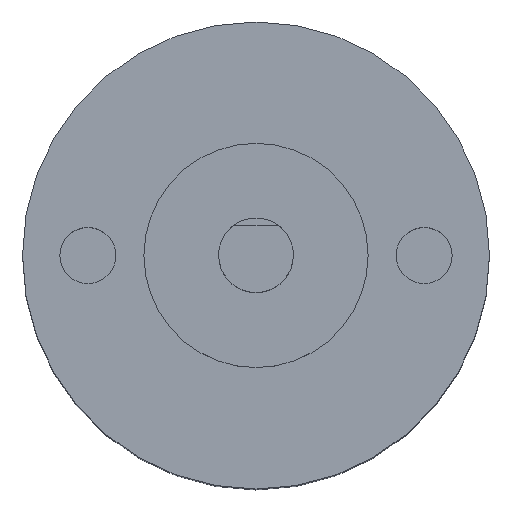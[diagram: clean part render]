
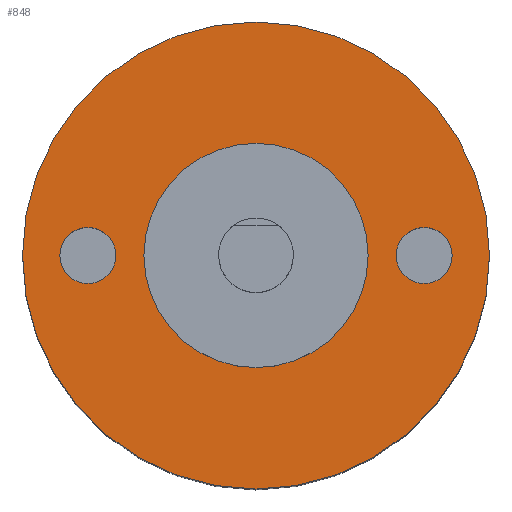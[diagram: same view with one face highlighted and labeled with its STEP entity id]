
A CAD part, top view. The second image highlights one B-rep face of the part: STEP entity #848.
In plain terms, the highlighted planar face has unit normal (0, 0, 1).
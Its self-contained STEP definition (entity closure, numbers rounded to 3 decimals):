
#2 = VERTEX_POINT ( 'NONE', #88 ) ;
#7 = ORIENTED_EDGE ( 'NONE', *, *, #944, .F. ) ;
#11 = EDGE_LOOP ( 'NONE', ( #7, #886 ) ) ;
#49 = VERTEX_POINT ( 'NONE', #345 ) ;
#53 = VERTEX_POINT ( 'NONE', #370 ) ;
#59 = EDGE_CURVE ( 'NONE', #1000, #974, #418, .T. ) ;
#84 = ORIENTED_EDGE ( 'NONE', *, *, #949, .T. ) ;
#85 = VERTEX_POINT ( 'NONE', #645 ) ;
#88 = CARTESIAN_POINT ( 'NONE',  ( -1.5, 0., 0. ) ) ;
#146 = CIRCLE ( 'NONE', #147, 1.5 ) ;
#147 = AXIS2_PLACEMENT_3D ( 'NONE', #148, #149, #150 ) ;
#148 = CARTESIAN_POINT ( 'NONE',  ( -18., 0., 0. ) ) ;
#149 = DIRECTION ( 'NONE',  ( 0., 0., 1. ) ) ;
#150 = DIRECTION ( 'NONE',  ( 1., 0., 0. ) ) ;
#191 = CIRCLE ( 'NONE', #192, 12.5 ) ;
#192 = AXIS2_PLACEMENT_3D ( 'NONE', #193, #194, #195 ) ;
#193 = CARTESIAN_POINT ( 'NONE',  ( -9., 0., 0. ) ) ;
#194 = DIRECTION ( 'NONE',  ( 0., 0., 1. ) ) ;
#195 = DIRECTION ( 'NONE',  ( 1., 0., 0. ) ) ;
#278 = CIRCLE ( 'NONE', #280, 1.5 ) ;
#280 = AXIS2_PLACEMENT_3D ( 'NONE', #281, #282, #283 ) ;
#281 = CARTESIAN_POINT ( 'NONE',  ( 0., 0., 0. ) ) ;
#282 = DIRECTION ( 'NONE',  ( 0., 0., 1. ) ) ;
#283 = DIRECTION ( 'NONE',  ( 1., 0., 0. ) ) ;
#301 = CARTESIAN_POINT ( 'NONE',  ( -3., 0., 0. ) ) ;
#329 = CIRCLE ( 'NONE', #330, 1.5 ) ;
#330 = AXIS2_PLACEMENT_3D ( 'NONE', #331, #332, #333 ) ;
#331 = CARTESIAN_POINT ( 'NONE',  ( 0., 0., 0. ) ) ;
#332 = DIRECTION ( 'NONE',  ( 0., 0., 1. ) ) ;
#333 = DIRECTION ( 'NONE',  ( 1., 0., 0. ) ) ;
#334 = CIRCLE ( 'NONE', #335, 1.5 ) ;
#335 = AXIS2_PLACEMENT_3D ( 'NONE', #336, #337, #338 ) ;
#336 = CARTESIAN_POINT ( 'NONE',  ( -18., 0., 0. ) ) ;
#337 = DIRECTION ( 'NONE',  ( 0., 0., 1. ) ) ;
#338 = DIRECTION ( 'NONE',  ( 1., 0., 0. ) ) ;
#345 = CARTESIAN_POINT ( 'NONE',  ( -19.5, 0., 0. ) ) ;
#370 = CARTESIAN_POINT ( 'NONE',  ( -16.5, 0., 0. ) ) ;
#390 = FACE_BOUND ( 'NONE', #11, .T. ) ;
#391 = FACE_BOUND ( 'NONE', #1010, .T. ) ;
#392 = FACE_BOUND ( 'NONE', #769, .T. ) ;
#393 = FACE_OUTER_BOUND ( 'NONE', #951, .T. ) ;
#394 = PLANE ( 'NONE',  #395 ) ;
#395 = AXIS2_PLACEMENT_3D ( 'NONE', #396, #398, #399 ) ;
#396 = CARTESIAN_POINT ( 'NONE',  ( -9., 0., 0. ) ) ;
#398 = DIRECTION ( 'NONE',  ( 0., 0., 1. ) ) ;
#399 = DIRECTION ( 'NONE',  ( 1., 0., 0. ) ) ;
#416 = CARTESIAN_POINT ( 'NONE',  ( 3.5, 0., 0. ) ) ;
#417 = CARTESIAN_POINT ( 'NONE',  ( -21.5, 0., 0. ) ) ;
#418 = CIRCLE ( 'NONE', #419, 6. ) ;
#419 = AXIS2_PLACEMENT_3D ( 'NONE', #420, #421, #422 ) ;
#420 = CARTESIAN_POINT ( 'NONE',  ( -9., 0., 0. ) ) ;
#421 = DIRECTION ( 'NONE',  ( 0., 0., 1. ) ) ;
#422 = DIRECTION ( 'NONE',  ( 1., 0., 0. ) ) ;
#485 = CARTESIAN_POINT ( 'NONE',  ( -15., 0., 0. ) ) ;
#520 = ORIENTED_EDGE ( 'NONE', *, *, #887, .F. ) ;
#551 = CIRCLE ( 'NONE', #552, 6. ) ;
#552 = AXIS2_PLACEMENT_3D ( 'NONE', #553, #554, #559 ) ;
#553 = CARTESIAN_POINT ( 'NONE',  ( -9., 0., 0. ) ) ;
#554 = DIRECTION ( 'NONE',  ( 0., 0., 1. ) ) ;
#559 = DIRECTION ( 'NONE',  ( 1., 0., 0. ) ) ;
#645 = CARTESIAN_POINT ( 'NONE',  ( 1.5, 0., 0. ) ) ;
#683 = ORIENTED_EDGE ( 'NONE', *, *, #927, .T. ) ;
#698 = CIRCLE ( 'NONE', #699, 12.5 ) ;
#699 = AXIS2_PLACEMENT_3D ( 'NONE', #701, #702, #703 ) ;
#701 = CARTESIAN_POINT ( 'NONE',  ( -9., 0., 0. ) ) ;
#702 = DIRECTION ( 'NONE',  ( 0., 0., 1. ) ) ;
#703 = DIRECTION ( 'NONE',  ( 1., 0., 0. ) ) ;
#735 = EDGE_CURVE ( 'NONE', #85, #2, #329, .T. ) ;
#769 = EDGE_LOOP ( 'NONE', ( #955, #520 ) ) ;
#848 = ADVANCED_FACE ( 'NONE', ( #390, #391, #392, #393 ), #394, .T. ) ;
#861 = VERTEX_POINT ( 'NONE', #417 ) ;
#886 = ORIENTED_EDGE ( 'NONE', *, *, #981, .F. ) ;
#887 = EDGE_CURVE ( 'NONE', #974, #1000, #551, .T. ) ;
#927 = EDGE_CURVE ( 'NONE', #995, #861, #698, .T. ) ;
#944 = EDGE_CURVE ( 'NONE', #53, #49, #146, .T. ) ;
#949 = EDGE_CURVE ( 'NONE', #861, #995, #191, .T. ) ;
#951 = EDGE_LOOP ( 'NONE', ( #683, #84 ) ) ;
#955 = ORIENTED_EDGE ( 'NONE', *, *, #59, .F. ) ;
#965 = ORIENTED_EDGE ( 'NONE', *, *, #970, .F. ) ;
#970 = EDGE_CURVE ( 'NONE', #2, #85, #278, .T. ) ;
#974 = VERTEX_POINT ( 'NONE', #301 ) ;
#981 = EDGE_CURVE ( 'NONE', #49, #53, #334, .T. ) ;
#995 = VERTEX_POINT ( 'NONE', #416 ) ;
#1000 = VERTEX_POINT ( 'NONE', #485 ) ;
#1010 = EDGE_LOOP ( 'NONE', ( #1018, #965 ) ) ;
#1018 = ORIENTED_EDGE ( 'NONE', *, *, #735, .F. ) ;
